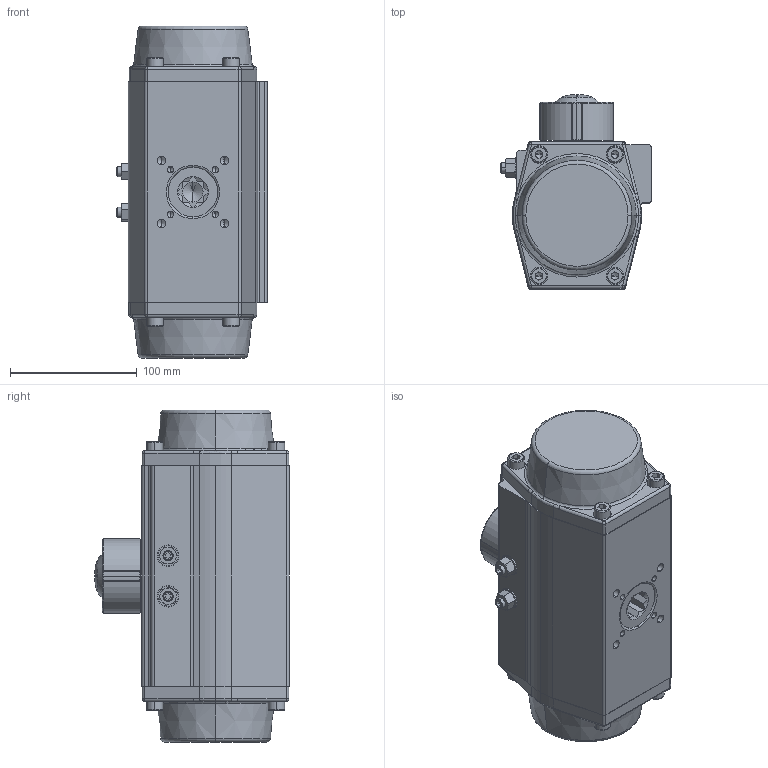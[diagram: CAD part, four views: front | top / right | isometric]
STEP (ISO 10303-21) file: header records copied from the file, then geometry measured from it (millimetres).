
FILE_DESCRIPTION (( 'STEP AP203' ), '1' );
FILE_NAME ('GD-092-090-V17-FG-SA-Doku.step', '2019-01-14T07:35:00', ( '' ), ( '' ), 'SwSTEP 2.0', 'SolidWorks 2018', '' );
FILE_SCHEMA (( 'CONFIG_CONTROL_DESIGN' ));
Length unit declared in the file: millimetre
Products named in the file (1): GD-092-090-V17-FG-SA-Doku
Bounding box: 118.5 x 153.69 x 262 mm (x, y, z)
Volume: 1198878.2 mm3; surface area: 313648.9 mm2
Topology: 25 solids, 25 shells, 2347 faces, 5738 edges, 3388 vertices
Faces by surface type: cylinder 770, plane 597, torus 454, bspline 370, cone 156
Entity records: 85543 total; most frequent: CARTESIAN_POINT 32338, DIRECTION 11234, ORIENTED_EDGE 11144, EDGE_CURVE 5572, AXIS2_PLACEMENT_3D 4564, VERTEX_POINT 3388, CIRCLE 2586, EDGE_LOOP 2508
